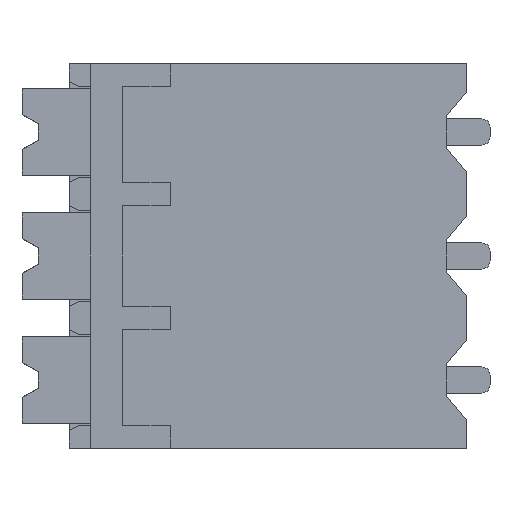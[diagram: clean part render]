
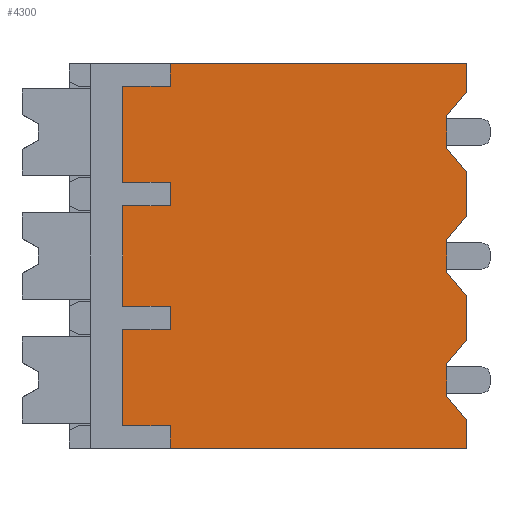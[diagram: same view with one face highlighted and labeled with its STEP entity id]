
A CAD part, left-side view. The second image highlights one B-rep face of the part: STEP entity #4300.
In plain terms, the highlighted planar face has unit normal (-1, 0, 0).
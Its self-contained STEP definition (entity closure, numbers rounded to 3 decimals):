
#50=DIRECTION('',(0.,-1.,0.));
#51=VECTOR('',#50,9.1);
#52=CARTESIAN_POINT('',(0.,9.1,-9.72));
#53=LINE('',#52,#51);
#386=DIRECTION('',(0.,0.,1.));
#387=VECTOR('',#386,0.71);
#388=CARTESIAN_POINT('',(0.,9.1,-6.07));
#389=LINE('',#388,#387);
#390=DIRECTION('',(0.,-1.,0.));
#391=VECTOR('',#390,1.45);
#392=CARTESIAN_POINT('',(0.,10.55,-5.36));
#393=LINE('',#392,#391);
#394=DIRECTION('',(0.,0.,1.));
#395=VECTOR('',#394,3.1);
#396=CARTESIAN_POINT('',(0.,10.55,-5.36));
#397=LINE('',#396,#395);
#398=DIRECTION('',(0.,1.,0.));
#399=VECTOR('',#398,1.45);
#400=CARTESIAN_POINT('',(0.,9.1,-2.26));
#401=LINE('',#400,#399);
#402=DIRECTION('',(0.,0.,1.));
#403=VECTOR('',#402,0.71);
#404=CARTESIAN_POINT('',(0.,9.1,-2.26));
#405=LINE('',#404,#403);
#406=DIRECTION('',(0.,-1.,0.));
#407=VECTOR('',#406,1.45);
#408=CARTESIAN_POINT('',(0.,10.55,-1.55));
#409=LINE('',#408,#407);
#410=DIRECTION('',(0.,0.,1.));
#411=VECTOR('',#410,2.95);
#412=CARTESIAN_POINT('',(0.,10.55,-1.55));
#413=LINE('',#412,#411);
#414=DIRECTION('',(0.,1.,0.));
#415=VECTOR('',#414,1.45);
#416=CARTESIAN_POINT('',(0.,9.1,1.4));
#417=LINE('',#416,#415);
#418=DIRECTION('',(0.,0.,1.));
#419=VECTOR('',#418,0.7);
#420=CARTESIAN_POINT('',(0.,9.1,1.4));
#421=LINE('',#420,#419);
#422=DIRECTION('',(0.,-0.643,0.766));
#423=VECTOR('',#422,0.933);
#424=CARTESIAN_POINT('',(0.,0.6,0.5));
#425=LINE('',#424,#423);
#426=DIRECTION('',(0.,0.,1.));
#427=VECTOR('',#426,1.);
#428=CARTESIAN_POINT('',(0.,0.6,-0.5));
#429=LINE('',#428,#427);
#430=DIRECTION('',(0.,0.643,0.766));
#431=VECTOR('',#430,0.933);
#432=CARTESIAN_POINT('',(0.,0.,-1.215));
#433=LINE('',#432,#431);
#434=DIRECTION('',(0.,-0.643,0.766));
#435=VECTOR('',#434,0.933);
#436=CARTESIAN_POINT('',(0.,0.6,-3.31));
#437=LINE('',#436,#435);
#438=DIRECTION('',(0.,0.,1.));
#439=VECTOR('',#438,1.);
#440=CARTESIAN_POINT('',(0.,0.6,-4.31));
#441=LINE('',#440,#439);
#442=DIRECTION('',(0.,0.643,0.766));
#443=VECTOR('',#442,0.933);
#444=CARTESIAN_POINT('',(0.,0.,-5.025));
#445=LINE('',#444,#443);
#446=DIRECTION('',(0.,-0.643,0.766));
#447=VECTOR('',#446,0.933);
#448=CARTESIAN_POINT('',(0.,0.6,-7.12));
#449=LINE('',#448,#447);
#450=DIRECTION('',(0.,0.,1.));
#451=VECTOR('',#450,1.);
#452=CARTESIAN_POINT('',(0.,0.6,-8.12));
#453=LINE('',#452,#451);
#454=DIRECTION('',(0.,0.643,0.766));
#455=VECTOR('',#454,0.933);
#456=CARTESIAN_POINT('',(0.,0.,-8.835));
#457=LINE('',#456,#455);
#458=DIRECTION('',(0.,0.,1.));
#459=VECTOR('',#458,0.7);
#460=CARTESIAN_POINT('',(0.,9.1,-9.72));
#461=LINE('',#460,#459);
#462=DIRECTION('',(0.,-1.,0.));
#463=VECTOR('',#462,1.45);
#464=CARTESIAN_POINT('',(0.,10.55,-9.02));
#465=LINE('',#464,#463);
#466=DIRECTION('',(0.,0.,1.));
#467=VECTOR('',#466,2.95);
#468=CARTESIAN_POINT('',(0.,10.55,-9.02));
#469=LINE('',#468,#467);
#470=DIRECTION('',(0.,1.,0.));
#471=VECTOR('',#470,1.45);
#472=CARTESIAN_POINT('',(0.,9.1,-6.07));
#473=LINE('',#472,#471);
#1048=DIRECTION('',(0.,-1.,0.));
#1049=VECTOR('',#1048,9.1);
#1050=CARTESIAN_POINT('',(0.,9.1,2.1));
#1051=LINE('',#1050,#1049);
#1197=DIRECTION('',(0.,0.,1.));
#1198=VECTOR('',#1197,0.885);
#1199=CARTESIAN_POINT('',(0.,0.,1.215));
#1200=LINE('',#1199,#1198);
#1209=DIRECTION('',(0.,0.,1.));
#1210=VECTOR('',#1209,1.38);
#1211=CARTESIAN_POINT('',(0.,0.,-2.595));
#1212=LINE('',#1211,#1210);
#1233=DIRECTION('',(0.,0.,1.));
#1234=VECTOR('',#1233,0.885);
#1235=CARTESIAN_POINT('',(0.,0.,-9.72));
#1236=LINE('',#1235,#1234);
#1241=DIRECTION('',(0.,0.,1.));
#1242=VECTOR('',#1241,1.38);
#1243=CARTESIAN_POINT('',(0.,0.,-6.405));
#1244=LINE('',#1243,#1242);
#2991=CARTESIAN_POINT('',(0.,9.1,-9.72));
#2992=VERTEX_POINT('',#2991);
#2993=CARTESIAN_POINT('',(0.,0.,-9.72));
#2994=VERTEX_POINT('',#2993);
#3019=CARTESIAN_POINT('',(0.,9.1,2.1));
#3020=VERTEX_POINT('',#3019);
#3021=CARTESIAN_POINT('',(0.,0.,2.1));
#3022=VERTEX_POINT('',#3021);
#3441=CARTESIAN_POINT('',(0.,9.1,1.4));
#3442=VERTEX_POINT('',#3441);
#3443=CARTESIAN_POINT('',(0.,10.55,1.4));
#3444=VERTEX_POINT('',#3443);
#3449=CARTESIAN_POINT('',(0.,9.1,-9.02));
#3450=VERTEX_POINT('',#3449);
#3451=CARTESIAN_POINT('',(0.,10.55,-9.02));
#3452=VERTEX_POINT('',#3451);
#3573=CARTESIAN_POINT('',(0.,0.,-1.215));
#3574=CARTESIAN_POINT('',(0.,0.6,-0.5));
#3575=VERTEX_POINT('',#3573);
#3576=VERTEX_POINT('',#3574);
#3577=CARTESIAN_POINT('',(0.,0.6,0.5));
#3578=VERTEX_POINT('',#3577);
#3579=CARTESIAN_POINT('',(0.,0.,1.215));
#3580=VERTEX_POINT('',#3579);
#3589=CARTESIAN_POINT('',(0.,0.,-5.025));
#3590=CARTESIAN_POINT('',(0.,0.6,-4.31));
#3591=VERTEX_POINT('',#3589);
#3592=VERTEX_POINT('',#3590);
#3593=CARTESIAN_POINT('',(0.,0.6,-3.31));
#3594=VERTEX_POINT('',#3593);
#3595=CARTESIAN_POINT('',(0.,0.,-2.595));
#3596=VERTEX_POINT('',#3595);
#3605=CARTESIAN_POINT('',(0.,0.,-8.835));
#3606=CARTESIAN_POINT('',(0.,0.6,-8.12));
#3607=VERTEX_POINT('',#3605);
#3608=VERTEX_POINT('',#3606);
#3609=CARTESIAN_POINT('',(0.,0.6,-7.12));
#3610=VERTEX_POINT('',#3609);
#3611=CARTESIAN_POINT('',(0.,0.,-6.405));
#3612=VERTEX_POINT('',#3611);
#3869=CARTESIAN_POINT('',(0.,9.1,-2.26));
#3870=VERTEX_POINT('',#3869);
#3871=CARTESIAN_POINT('',(0.,9.1,-1.55));
#3872=VERTEX_POINT('',#3871);
#3873=CARTESIAN_POINT('',(0.,10.55,-2.26));
#3874=VERTEX_POINT('',#3873);
#3875=CARTESIAN_POINT('',(0.,10.55,-1.55));
#3876=VERTEX_POINT('',#3875);
#3885=CARTESIAN_POINT('',(0.,9.1,-6.07));
#3886=VERTEX_POINT('',#3885);
#3887=CARTESIAN_POINT('',(0.,9.1,-5.36));
#3888=VERTEX_POINT('',#3887);
#3889=CARTESIAN_POINT('',(0.,10.55,-6.07));
#3890=VERTEX_POINT('',#3889);
#3891=CARTESIAN_POINT('',(0.,10.55,-5.36));
#3892=VERTEX_POINT('',#3891);
#4239=CARTESIAN_POINT('',(0.,9.1,-9.72));
#4240=DIRECTION('',(-1.,0.,0.));
#4241=DIRECTION('',(0.,-1.,0.));
#4242=AXIS2_PLACEMENT_3D('',#4239,#4240,#4241);
#4243=PLANE('',#4242);
#4245=ORIENTED_EDGE('',*,*,#4244,.T.);
#4247=ORIENTED_EDGE('',*,*,#4246,.F.);
#4249=ORIENTED_EDGE('',*,*,#4248,.T.);
#4251=ORIENTED_EDGE('',*,*,#4250,.F.);
#4253=ORIENTED_EDGE('',*,*,#4252,.T.);
#4255=ORIENTED_EDGE('',*,*,#4254,.F.);
#4257=ORIENTED_EDGE('',*,*,#4256,.T.);
#4259=ORIENTED_EDGE('',*,*,#4258,.F.);
#4261=ORIENTED_EDGE('',*,*,#4260,.T.);
#4263=ORIENTED_EDGE('',*,*,#4262,.T.);
#4265=ORIENTED_EDGE('',*,*,#4264,.F.);
#4267=ORIENTED_EDGE('',*,*,#4266,.F.);
#4269=ORIENTED_EDGE('',*,*,#4268,.F.);
#4271=ORIENTED_EDGE('',*,*,#4270,.F.);
#4273=ORIENTED_EDGE('',*,*,#4272,.F.);
#4275=ORIENTED_EDGE('',*,*,#4274,.F.);
#4277=ORIENTED_EDGE('',*,*,#4276,.F.);
#4279=ORIENTED_EDGE('',*,*,#4278,.F.);
#4281=ORIENTED_EDGE('',*,*,#4280,.F.);
#4283=ORIENTED_EDGE('',*,*,#4282,.F.);
#4285=ORIENTED_EDGE('',*,*,#4284,.F.);
#4286=ORIENTED_EDGE('',*,*,#4229,.F.);
#4288=ORIENTED_EDGE('',*,*,#4287,.F.);
#4289=ORIENTED_EDGE('',*,*,#3916,.F.);
#4291=ORIENTED_EDGE('',*,*,#4290,.T.);
#4293=ORIENTED_EDGE('',*,*,#4292,.F.);
#4295=ORIENTED_EDGE('',*,*,#4294,.T.);
#4297=ORIENTED_EDGE('',*,*,#4296,.F.);
#4298=EDGE_LOOP('',(#4245,#4247,#4249,#4251,#4253,#4255,#4257,#4259,#4261,#4263,
#4265,#4267,#4269,#4271,#4273,#4275,#4277,#4279,#4281,#4283,#4285,#4286,#4288,
#4289,#4291,#4293,#4295,#4297));
#4299=FACE_OUTER_BOUND('',#4298,.F.);
#3916=EDGE_CURVE('',#2992,#2994,#53,.T.);
#4229=EDGE_CURVE('',#3607,#3608,#457,.T.);
#4244=EDGE_CURVE('',#3886,#3888,#389,.T.);
#4246=EDGE_CURVE('',#3892,#3888,#393,.T.);
#4248=EDGE_CURVE('',#3892,#3874,#397,.T.);
#4250=EDGE_CURVE('',#3870,#3874,#401,.T.);
#4252=EDGE_CURVE('',#3870,#3872,#405,.T.);
#4254=EDGE_CURVE('',#3876,#3872,#409,.T.);
#4256=EDGE_CURVE('',#3876,#3444,#413,.T.);
#4258=EDGE_CURVE('',#3442,#3444,#417,.T.);
#4260=EDGE_CURVE('',#3442,#3020,#421,.T.);
#4262=EDGE_CURVE('',#3020,#3022,#1051,.T.);
#4264=EDGE_CURVE('',#3580,#3022,#1200,.T.);
#4266=EDGE_CURVE('',#3578,#3580,#425,.T.);
#4268=EDGE_CURVE('',#3576,#3578,#429,.T.);
#4270=EDGE_CURVE('',#3575,#3576,#433,.T.);
#4272=EDGE_CURVE('',#3596,#3575,#1212,.T.);
#4274=EDGE_CURVE('',#3594,#3596,#437,.T.);
#4276=EDGE_CURVE('',#3592,#3594,#441,.T.);
#4278=EDGE_CURVE('',#3591,#3592,#445,.T.);
#4280=EDGE_CURVE('',#3612,#3591,#1244,.T.);
#4282=EDGE_CURVE('',#3610,#3612,#449,.T.);
#4284=EDGE_CURVE('',#3608,#3610,#453,.T.);
#4287=EDGE_CURVE('',#2994,#3607,#1236,.T.);
#4290=EDGE_CURVE('',#2992,#3450,#461,.T.);
#4292=EDGE_CURVE('',#3452,#3450,#465,.T.);
#4294=EDGE_CURVE('',#3452,#3890,#469,.T.);
#4296=EDGE_CURVE('',#3886,#3890,#473,.T.);
#4300=ADVANCED_FACE('',(#4299),#4243,.T.);
